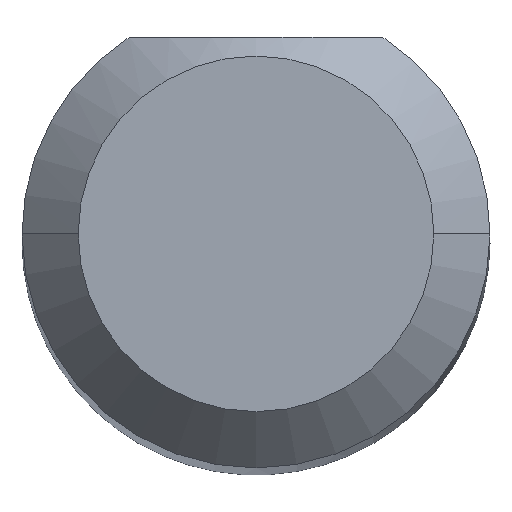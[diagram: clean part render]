
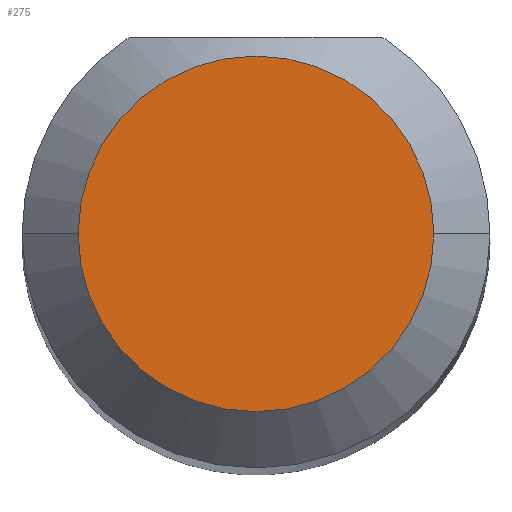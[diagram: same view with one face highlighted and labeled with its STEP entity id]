
A CAD part, top view. The second image highlights one B-rep face of the part: STEP entity #275.
In plain terms, the highlighted planar face has unit normal (0, 0, 1).
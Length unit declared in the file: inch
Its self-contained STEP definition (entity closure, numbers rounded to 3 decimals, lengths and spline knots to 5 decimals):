
#34 = DIRECTION ( 'NONE',  ( 1., 0., 0. ) ) ;
#89 = FACE_OUTER_BOUND ( 'NONE', #462, .T. ) ;
#102 = DIRECTION ( 'NONE',  ( 0., 0., 1. ) ) ;
#107 = CARTESIAN_POINT ( 'NONE',  ( 0., 0., 1.5 ) ) ;
#142 = CARTESIAN_POINT ( 'NONE',  ( 0., 0., 1.5 ) ) ;
#181 = DIRECTION ( 'NONE',  ( 1., 0., 0. ) ) ;
#196 = ORIENTED_EDGE ( 'NONE', *, *, #375, .T. ) ;
#230 = EDGE_CURVE ( 'NONE', #384, #397, #542, .T. ) ;
#232 = CARTESIAN_POINT ( 'NONE',  ( 0., 0., 1.5 ) ) ;
#248 = CARTESIAN_POINT ( 'NONE',  ( -0.0475, 0., 1.5 ) ) ;
#255 = AXIS2_PLACEMENT_3D ( 'NONE', #107, #102, #401 ) ;
#267 = AXIS2_PLACEMENT_3D ( 'NONE', #142, #592, #34 ) ;
#275 = ADVANCED_FACE ( 'NONE', ( #89 ), #593, .T. ) ;
#296 = DIRECTION ( 'NONE',  ( 0., 0., 1. ) ) ;
#357 = AXIS2_PLACEMENT_3D ( 'NONE', #232, #296, #181 ) ;
#375 = EDGE_CURVE ( 'NONE', #397, #384, #456, .T. ) ;
#384 = VERTEX_POINT ( 'NONE', #248 ) ;
#397 = VERTEX_POINT ( 'NONE', #446 ) ;
#401 = DIRECTION ( 'NONE',  ( 1., 0., 0. ) ) ;
#446 = CARTESIAN_POINT ( 'NONE',  ( 0.0475, 0., 1.5 ) ) ;
#456 = CIRCLE ( 'NONE', #255, 0.0475 ) ;
#462 = EDGE_LOOP ( 'NONE', ( #556, #196 ) ) ;
#542 = CIRCLE ( 'NONE', #267, 0.0475 ) ;
#556 = ORIENTED_EDGE ( 'NONE', *, *, #230, .T. ) ;
#592 = DIRECTION ( 'NONE',  ( 0., 0., 1. ) ) ;
#593 = PLANE ( 'NONE',  #357 ) ;
